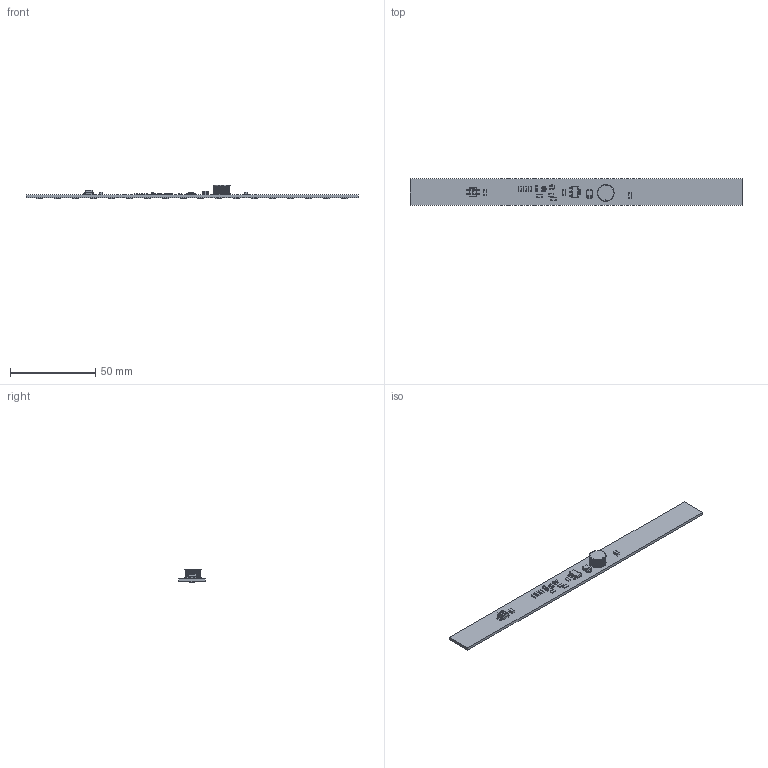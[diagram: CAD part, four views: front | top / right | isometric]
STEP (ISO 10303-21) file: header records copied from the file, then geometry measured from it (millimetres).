
FILE_DESCRIPTION(('Open CASCADE Model'),'2;1');
FILE_NAME('Open CASCADE Shape Model','2020-07-03T09:02:52',('Author'),( 'Open CASCADE'),'Open CASCADE STEP processor 6.8','Open CASCADE 6.8' ,'Unknown');
FILE_SCHEMA(('AUTOMOTIVE_DESIGN { 1 0 10303 214 1 1 1 1 }'));
Length unit declared in the file: millimetre
Products named in the file (89): PCB; Board; C1; 738466928; Terminal; Open_CASCADE_STEP_translator_6.8_7.1.1; Open_CASCADE_STEP_translator_6.8_7.1.2; Mid_Body; Open_CASCADE_STEP_translator_6.8_7.2.1; L1; sdr1006; R1; 738610256; Mark; R2; 738466416; R3; 738468080; R4; R5; 738463984; R6; R7; VD1; DO-214AA_SMB; VD2; SMD2835; VD3; VD4; VD5; VD6; VD7; VD8; DB1-MS; DB1-MS_1; PIN_1; VD9; VD10; VD11; VD12 ...
Assembly tree (120 placements, depth 5):
  PCB
    Board
    C1
      738466928
        Terminal
          Open_CASCADE_STEP_translator_6.8_7.1.1
          Open_CASCADE_STEP_translator_6.8_7.1.2
        Mid_Body
          Open_CASCADE_STEP_translator_6.8_7.2.1
    L1
      sdr1006
    R1
      738610256
        Mid_Body
        Terminal  x2
          Open_CASCADE_STEP_translator_6.8_7.2.1
        Mark
    R2
      738466416
        Mid_Body
        Terminal  x2
          Open_CASCADE_STEP_translator_6.8_7.2.1
        Mark
    R3
      738468080
        Mid_Body
        Terminal  x2
          Open_CASCADE_STEP_translator_6.8_7.2.1
        Mark
    R4
      738610256
        Mid_Body
        Terminal  x2
          Open_CASCADE_STEP_translator_6.8_7.2.1
        Mark
    R5
      738463984
        Mid_Body
        Terminal  x2
          Open_CASCADE_STEP_translator_6.8_7.2.1
        Mark
    R6
      738463984
        Mid_Body
        Terminal  x2
          Open_CASCADE_STEP_translator_6.8_7.2.1
        Mark
    R7
      738463984
        Mid_Body
        Terminal  x2
          Open_CASCADE_STEP_translator_6.8_7.2.1
        Mark
    VD1
      DO-214AA_SMB
    VD2
      SMD2835
    VD3
      SMD2835
    VD4
Bounding box: 194.8 x 15.3 x 8.09 mm (x, y, z)
Volume: 5134.9 mm3; surface area: 8729.4 mm2
Topology: 73 solids, 91 shells, 2259 faces, 5525 edges, 3396 vertices
Faces by surface type: plane 1205, cylinder 686, bspline 162, sphere 94, torus 72, cone 40
Full cylindrical faces by diameter (mm): 1.64 x1, 1.642 x1, 1.7 x2
Entity records: 40456 total; most frequent: CARTESIAN_POINT 20100, ORIENTED_EDGE 3476, DIRECTION 3326, EDGE_CURVE 1738, LINE 1174, VECTOR 1174, AXIS2_PLACEMENT_3D 1076, VERTEX_POINT 1063
